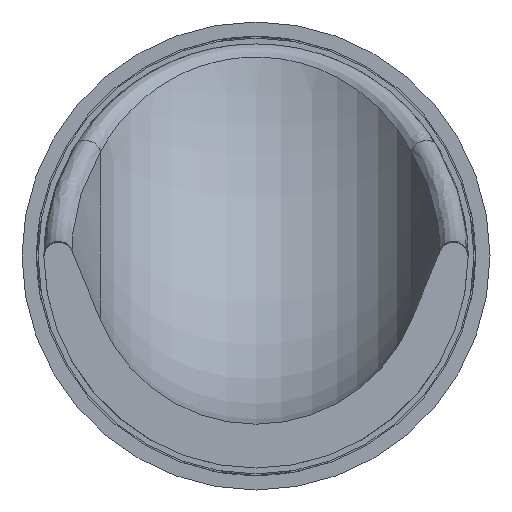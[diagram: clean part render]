
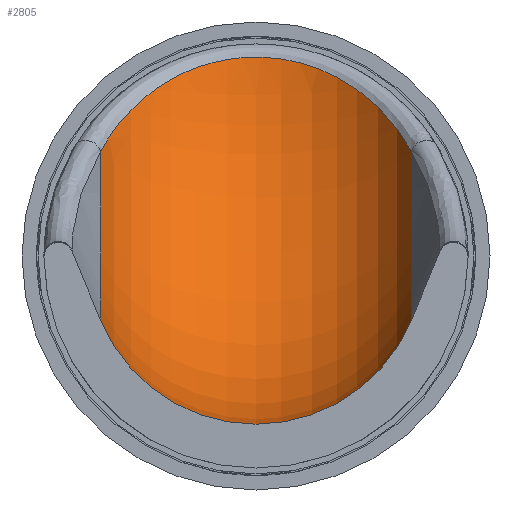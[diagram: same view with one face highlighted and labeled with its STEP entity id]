
A CAD part, front view. The second image highlights one B-rep face of the part: STEP entity #2805.
In plain terms, the highlighted toroidal (fillet/blend) face has major radius 1.651 mm and minor radius 1.15 mm.
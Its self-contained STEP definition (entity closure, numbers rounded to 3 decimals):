
#5 = DIRECTION ( 'NONE',  ( 0., -1., 0. ) ) ;
#76 = AXIS2_PLACEMENT_3D ( 'NONE', #1044, #2443, #384 ) ;
#144 = CIRCLE ( 'NONE', #1020, 1.15 ) ;
#324 = EDGE_CURVE ( 'Defeature ausgef�hrt2_5+Defeature ausgef�hrt2_4+Defeature ausgef�hrt2_7+Defeature ausgef�hrt2_6', #1832, #2163, #144, .T. ) ;
#384 = DIRECTION ( 'NONE',  ( 0., 0., -1. ) ) ;
#736 = CARTESIAN_POINT ( 'NONE',  ( 0.801, -19.188, 1.056 ) ) ;
#751 = DIRECTION ( 'NONE',  ( 0., 0., -1. ) ) ;
#786 = CIRCLE ( 'NONE', #3781, 2.091 ) ;
#892 = EDGE_LOOP ( 'NONE', ( #2016, #2923, #2987, #1133, #4041 ) ) ;
#1020 = AXIS2_PLACEMENT_3D ( 'NONE', #2331, #5, #3354 ) ;
#1026 = CARTESIAN_POINT ( 'NONE',  ( -1.062, -21.6, -0.44 ) ) ;
#1044 = CARTESIAN_POINT ( 'NONE',  ( 0., -21.6, 0. ) ) ;
#1051 = CARTESIAN_POINT ( 'NONE',  ( -1.029, -19.609, 0.778 ) ) ;
#1110 = CARTESIAN_POINT ( 'NONE',  ( 1.029, -19.609, 0.777 ) ) ;
#1133 = ORIENTED_EDGE ( 'NONE', *, *, #324, .T. ) ;
#1202 = EDGE_CURVE ( 'Defeature ausgef�hrt2_7+Defeature ausgef�hrt2_5+Defeature ausgef�hrt2_3+Defeature ausgef�hrt2_40', #1832, #3128, #786, .T. ) ;
#1253 = CARTESIAN_POINT ( 'NONE',  ( 1.062, -21.6, -0.44 ) ) ;
#1386 = CARTESIAN_POINT ( 'NONE',  ( -0.626, -19.018, 1.187 ) ) ;
#1421 = DIRECTION ( 'NONE',  ( 1., 0., 0. ) ) ;
#1463 = DIRECTION ( 'NONE',  ( 1., 0., 0. ) ) ;
#1577 = CIRCLE ( 'NONE', #76, 1.15 ) ;
#1652 = AXIS2_PLACEMENT_3D ( 'NONE', #3195, #1463, #1833 ) ;
#1693 = CARTESIAN_POINT ( 'NONE',  ( 0.14, -18.814, 1.36 ) ) ;
#1759 = CARTESIAN_POINT ( 'NONE',  ( -1.062, -19.729, 0.716 ) ) ;
#1832 = VERTEX_POINT ( 'NONE', #1026 ) ;
#1833 = DIRECTION ( 'NONE',  ( 0., 0., -1. ) ) ;
#2016 = ORIENTED_EDGE ( 'NONE', *, *, #3233, .T. ) ;
#2049 = CARTESIAN_POINT ( 'NONE',  ( 1.062, -19.729, 0.716 ) ) ;
#2070 = AXIS2_PLACEMENT_3D ( 'NONE', #2622, #3979, #3800 ) ;
#2096 = CARTESIAN_POINT ( 'NONE',  ( -0.986, -19.496, 0.845 ) ) ;
#2112 = CARTESIAN_POINT ( 'NONE',  ( -1.062, -21.6, 1.651 ) ) ;
#2163 = VERTEX_POINT ( 'NONE', #4088 ) ;
#2331 = CARTESIAN_POINT ( 'NONE',  ( 0., -21.6, 0. ) ) ;
#2404 = CARTESIAN_POINT ( 'NONE',  ( -0.139, -18.814, 1.36 ) ) ;
#2443 = DIRECTION ( 'NONE',  ( 0., -1., 0. ) ) ;
#2467 = CARTESIAN_POINT ( 'NONE',  ( 0.872, -19.285, 0.984 ) ) ;
#2472 = VERTEX_POINT ( 'NONE', #1253 ) ;
#2546 = EDGE_CURVE ( 'Defeature ausgef�hrt2_5+Defeature ausgef�hrt2_41+Defeature ausgef�hrt2_6+Defeature ausgef�hrt2_7', #3905, #3128, #4040, .T. ) ;
#2622 = CARTESIAN_POINT ( 'NONE',  ( 0., -21.6, 1.651 ) ) ;
#2735 = CARTESIAN_POINT ( 'NONE',  ( -0.801, -19.188, 1.056 ) ) ;
#2805 = ADVANCED_FACE ( 'Defeature ausgef�hrt2_5', ( #4297 ), #3211, .F. ) ;
#2828 = CARTESIAN_POINT ( 'NONE',  ( 1.062, -19.729, 0.716 ) ) ;
#2923 = ORIENTED_EDGE ( 'NONE', *, *, #2546, .T. ) ;
#2987 = ORIENTED_EDGE ( 'NONE', *, *, #1202, .F. ) ;
#3055 = CARTESIAN_POINT ( 'NONE',  ( -0.277, -18.843, 1.335 ) ) ;
#3128 = VERTEX_POINT ( 'NONE', #3351 ) ;
#3195 = CARTESIAN_POINT ( 'NONE',  ( 1.062, -21.6, 1.651 ) ) ;
#3211 = TOROIDAL_SURFACE ( 'NONE', #2070, 1.651, 1.15 ) ;
#3233 = EDGE_CURVE ( 'Defeature ausgef�hrt2_5+Defeature ausgef�hrt2_6+Defeature ausgef�hrt2_4+Defeature ausgef�hrt2_41', #2472, #3905, #3712, .T. ) ;
#3351 = CARTESIAN_POINT ( 'NONE',  ( -1.062, -19.729, 0.716 ) ) ;
#3354 = DIRECTION ( 'NONE',  ( 0., 0., -1. ) ) ;
#3384 = CARTESIAN_POINT ( 'NONE',  ( 0.52, -18.945, 1.247 ) ) ;
#3403 = CARTESIAN_POINT ( 'NONE',  ( -0.521, -18.946, 1.247 ) ) ;
#3712 = CIRCLE ( 'NONE', #1652, 2.091 ) ;
#3744 = CARTESIAN_POINT ( 'NONE',  ( 0.985, -19.495, 0.846 ) ) ;
#3781 = AXIS2_PLACEMENT_3D ( 'NONE', #2112, #1421, #751 ) ;
#3800 = DIRECTION ( 'NONE',  ( 0., 0., -1. ) ) ;
#3816 = EDGE_CURVE ( 'Defeature ausgef�hrt2_5+Defeature ausgef�hrt2_4+Defeature ausgef�hrt2_7+Defeature ausgef�hrt2_6', #2163, #2472, #1577, .T. ) ;
#3823 = CARTESIAN_POINT ( 'NONE',  ( 0.626, -19.018, 1.187 ) ) ;
#3905 = VERTEX_POINT ( 'NONE', #2828 ) ;
#3979 = DIRECTION ( 'NONE',  ( 1., 0., 0. ) ) ;
#4040 = B_SPLINE_CURVE_WITH_KNOTS ( 'NONE', 3,
 ( #2049, #1110, #3744, #2467, #736, #3823, #3384, #4121, #1693, #2404, #3055, #3403, #1386, #2735, #4101, #2096, #1051, #1759 ),
 .UNSPECIFIED., .F., .F.,
 ( 4, 2, 2, 2, 2, 2, 2, 2, 4 ),
 ( 0., 0., 0.001, 0.001, 0.002, 0.002, 0.003, 0.003, 0.003 ),
 .UNSPECIFIED. ) ;
#4041 = ORIENTED_EDGE ( 'NONE', *, *, #3816, .T. ) ;
#4088 = CARTESIAN_POINT ( 'NONE',  ( 0., -21.6, -1.15 ) ) ;
#4101 = CARTESIAN_POINT ( 'NONE',  ( -0.872, -19.285, 0.984 ) ) ;
#4121 = CARTESIAN_POINT ( 'NONE',  ( 0.278, -18.843, 1.334 ) ) ;
#4297 = FACE_OUTER_BOUND ( 'NONE', #892, .T. ) ;
